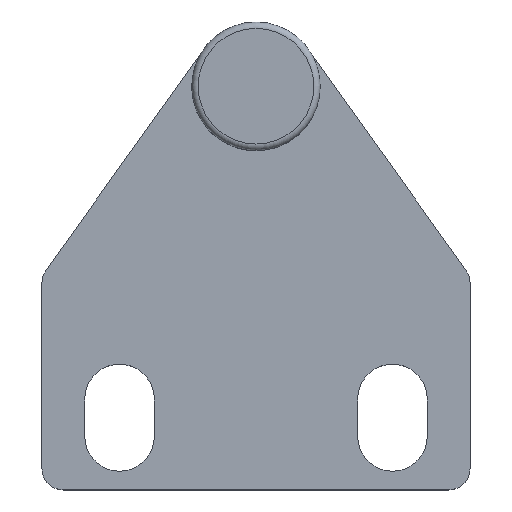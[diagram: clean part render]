
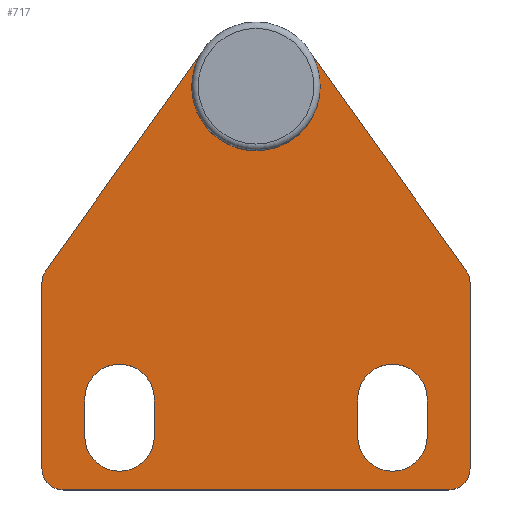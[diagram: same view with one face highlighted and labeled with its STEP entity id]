
A CAD part, top view. The second image highlights one B-rep face of the part: STEP entity #717.
In plain terms, the highlighted planar face has unit normal (0, 0, 1).
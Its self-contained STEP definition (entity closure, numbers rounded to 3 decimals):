
#258 = VERTEX_POINT('',#259);
#259 = CARTESIAN_POINT('',(-18.,0.,2.));
#265 = EDGE_CURVE('',#258,#266,#268,.T.);
#266 = VERTEX_POINT('',#267);
#267 = CARTESIAN_POINT('',(18.,0.,2.));
#268 = LINE('',#269,#270);
#269 = CARTESIAN_POINT('',(-20.,0.,2.));
#270 = VECTOR('',#271,1.);
#271 = DIRECTION('',(1.,0.,0.));
#289 = VERTEX_POINT('',#290);
#290 = CARTESIAN_POINT('',(-20.,2.,2.));
#296 = EDGE_CURVE('',#258,#289,#297,.T.);
#297 = CIRCLE('',#298,2.);
#298 = AXIS2_PLACEMENT_3D('',#299,#300,#301);
#299 = CARTESIAN_POINT('',(-18.,2.,2.));
#300 = DIRECTION('',(-0.,-0.,-1.));
#301 = DIRECTION('',(0.,-1.,0.));
#314 = VERTEX_POINT('',#315);
#315 = CARTESIAN_POINT('',(20.,2.,2.));
#321 = EDGE_CURVE('',#266,#314,#322,.T.);
#322 = CIRCLE('',#323,2.);
#323 = AXIS2_PLACEMENT_3D('',#324,#325,#326);
#324 = CARTESIAN_POINT('',(18.,2.,2.));
#325 = DIRECTION('',(-0.,0.,1.));
#326 = DIRECTION('',(0.,-1.,0.));
#339 = VERTEX_POINT('',#340);
#340 = CARTESIAN_POINT('',(-20.,19.359,2.));
#346 = EDGE_CURVE('',#339,#289,#347,.T.);
#347 = LINE('',#348,#349);
#348 = CARTESIAN_POINT('',(-20.,20.,2.));
#349 = VECTOR('',#350,1.);
#350 = DIRECTION('',(0.,-1.,0.));
#363 = EDGE_CURVE('',#314,#364,#366,.T.);
#364 = VERTEX_POINT('',#365);
#365 = CARTESIAN_POINT('',(20.,19.359,2.));
#366 = LINE('',#367,#368);
#367 = CARTESIAN_POINT('',(20.,0.,2.));
#368 = VECTOR('',#369,1.);
#369 = DIRECTION('',(0.,1.,0.));
#387 = VERTEX_POINT('',#388);
#388 = CARTESIAN_POINT('',(-19.627,20.522,2.));
#394 = EDGE_CURVE('',#339,#387,#395,.T.);
#395 = CIRCLE('',#396,2.);
#396 = AXIS2_PLACEMENT_3D('',#397,#398,#399);
#397 = CARTESIAN_POINT('',(-18.,19.359,2.));
#398 = DIRECTION('',(-0.,-0.,-1.));
#399 = DIRECTION('',(0.,-1.,0.));
#412 = VERTEX_POINT('',#413);
#413 = CARTESIAN_POINT('',(19.627,20.522,2.));
#419 = EDGE_CURVE('',#364,#412,#420,.T.);
#420 = CIRCLE('',#421,2.);
#421 = AXIS2_PLACEMENT_3D('',#422,#423,#424);
#422 = CARTESIAN_POINT('',(18.,19.359,2.));
#423 = DIRECTION('',(-0.,0.,1.));
#424 = DIRECTION('',(0.,-1.,0.));
#437 = VERTEX_POINT('',#438);
#438 = CARTESIAN_POINT('',(-4.882,41.165,2.));
#444 = EDGE_CURVE('',#437,#387,#445,.T.);
#445 = LINE('',#446,#447);
#446 = CARTESIAN_POINT('',(-4.882,41.165,2.));
#447 = VECTOR('',#448,1.);
#448 = DIRECTION('',(-0.581,-0.814,0.));
#461 = EDGE_CURVE('',#412,#462,#464,.T.);
#462 = VERTEX_POINT('',#463);
#463 = CARTESIAN_POINT('',(4.882,41.165,2.));
#464 = LINE('',#465,#466);
#465 = CARTESIAN_POINT('',(20.,20.,2.));
#466 = VECTOR('',#467,1.);
#467 = DIRECTION('',(-0.581,0.814,0.));
#486 = VERTEX_POINT('',#487);
#487 = CARTESIAN_POINT('',(6.,37.677,2.));
#500 = EDGE_CURVE('',#437,#486,#501,.T.);
#501 = CIRCLE('',#502,6.);
#502 = AXIS2_PLACEMENT_3D('',#503,#504,#505);
#503 = CARTESIAN_POINT('',(0.,37.677,2.));
#504 = DIRECTION('',(0.,0.,1.));
#505 = DIRECTION('',(1.,0.,0.));
#510 = EDGE_CURVE('',#486,#462,#511,.T.);
#511 = CIRCLE('',#512,6.);
#512 = AXIS2_PLACEMENT_3D('',#513,#514,#515);
#513 = CARTESIAN_POINT('',(0.,37.677,2.));
#514 = DIRECTION('',(0.,0.,1.));
#515 = DIRECTION('',(1.,0.,0.));
#526 = VERTEX_POINT('',#527);
#527 = CARTESIAN_POINT('',(-9.5,8.5,2.));
#533 = EDGE_CURVE('',#526,#534,#536,.T.);
#534 = VERTEX_POINT('',#535);
#535 = CARTESIAN_POINT('',(-16.,8.5,2.));
#536 = CIRCLE('',#537,3.25);
#537 = AXIS2_PLACEMENT_3D('',#538,#539,#540);
#538 = CARTESIAN_POINT('',(-12.75,8.5,2.));
#539 = DIRECTION('',(0.,0.,1.));
#540 = DIRECTION('',(1.,0.,0.));
#558 = EDGE_CURVE('',#526,#559,#561,.T.);
#559 = VERTEX_POINT('',#560);
#560 = CARTESIAN_POINT('',(-9.5,5.,2.));
#561 = LINE('',#562,#563);
#562 = CARTESIAN_POINT('',(-9.5,8.5,2.));
#563 = VECTOR('',#564,1.);
#564 = DIRECTION('',(0.,-1.,0.));
#582 = EDGE_CURVE('',#534,#583,#585,.T.);
#583 = VERTEX_POINT('',#584);
#584 = CARTESIAN_POINT('',(-16.,5.,2.));
#585 = LINE('',#586,#587);
#586 = CARTESIAN_POINT('',(-16.,8.5,2.));
#587 = VECTOR('',#588,1.);
#588 = DIRECTION('',(0.,-1.,0.));
#606 = EDGE_CURVE('',#583,#559,#607,.T.);
#607 = CIRCLE('',#608,3.25);
#608 = AXIS2_PLACEMENT_3D('',#609,#610,#611);
#609 = CARTESIAN_POINT('',(-12.75,5.,2.));
#610 = DIRECTION('',(0.,0.,1.));
#611 = DIRECTION('',(1.,0.,0.));
#624 = VERTEX_POINT('',#625);
#625 = CARTESIAN_POINT('',(16.,8.5,2.));
#631 = EDGE_CURVE('',#624,#632,#634,.T.);
#632 = VERTEX_POINT('',#633);
#633 = CARTESIAN_POINT('',(9.5,8.5,2.));
#634 = CIRCLE('',#635,3.25);
#635 = AXIS2_PLACEMENT_3D('',#636,#637,#638);
#636 = CARTESIAN_POINT('',(12.75,8.5,2.));
#637 = DIRECTION('',(0.,0.,1.));
#638 = DIRECTION('',(1.,0.,0.));
#656 = EDGE_CURVE('',#624,#657,#659,.T.);
#657 = VERTEX_POINT('',#658);
#658 = CARTESIAN_POINT('',(16.,5.,2.));
#659 = LINE('',#660,#661);
#660 = CARTESIAN_POINT('',(16.,8.5,2.));
#661 = VECTOR('',#662,1.);
#662 = DIRECTION('',(0.,-1.,0.));
#680 = EDGE_CURVE('',#632,#681,#683,.T.);
#681 = VERTEX_POINT('',#682);
#682 = CARTESIAN_POINT('',(9.5,5.,2.));
#683 = LINE('',#684,#685);
#684 = CARTESIAN_POINT('',(9.5,8.5,2.));
#685 = VECTOR('',#686,1.);
#686 = DIRECTION('',(0.,-1.,0.));
#704 = EDGE_CURVE('',#681,#657,#705,.T.);
#705 = CIRCLE('',#706,3.25);
#706 = AXIS2_PLACEMENT_3D('',#707,#708,#709);
#707 = CARTESIAN_POINT('',(12.75,5.,2.));
#708 = DIRECTION('',(0.,0.,1.));
#709 = DIRECTION('',(1.,0.,0.));
#717 = ADVANCED_FACE('',(#718,#731,#737),#743,.T.);
#718 = FACE_BOUND('',#719,.T.);
#719 = EDGE_LOOP('',(#720,#721,#722,#723,#724,#725,#726,#727,#728,#729,
    #730));
#720 = ORIENTED_EDGE('',*,*,#346,.T.);
#721 = ORIENTED_EDGE('',*,*,#296,.F.);
#722 = ORIENTED_EDGE('',*,*,#265,.T.);
#723 = ORIENTED_EDGE('',*,*,#321,.T.);
#724 = ORIENTED_EDGE('',*,*,#363,.T.);
#725 = ORIENTED_EDGE('',*,*,#419,.T.);
#726 = ORIENTED_EDGE('',*,*,#461,.T.);
#727 = ORIENTED_EDGE('',*,*,#510,.F.);
#728 = ORIENTED_EDGE('',*,*,#500,.F.);
#729 = ORIENTED_EDGE('',*,*,#444,.T.);
#730 = ORIENTED_EDGE('',*,*,#394,.F.);
#731 = FACE_BOUND('',#732,.T.);
#732 = EDGE_LOOP('',(#733,#734,#735,#736));
#733 = ORIENTED_EDGE('',*,*,#533,.F.);
#734 = ORIENTED_EDGE('',*,*,#558,.T.);
#735 = ORIENTED_EDGE('',*,*,#606,.F.);
#736 = ORIENTED_EDGE('',*,*,#582,.F.);
#737 = FACE_BOUND('',#738,.T.);
#738 = EDGE_LOOP('',(#739,#740,#741,#742));
#739 = ORIENTED_EDGE('',*,*,#631,.F.);
#740 = ORIENTED_EDGE('',*,*,#656,.T.);
#741 = ORIENTED_EDGE('',*,*,#704,.F.);
#742 = ORIENTED_EDGE('',*,*,#680,.F.);
#743 = PLANE('',#744);
#744 = AXIS2_PLACEMENT_3D('',#745,#746,#747);
#745 = CARTESIAN_POINT('',(0.,14.406,2.));
#746 = DIRECTION('',(0.,0.,1.));
#747 = DIRECTION('',(1.,0.,0.));
